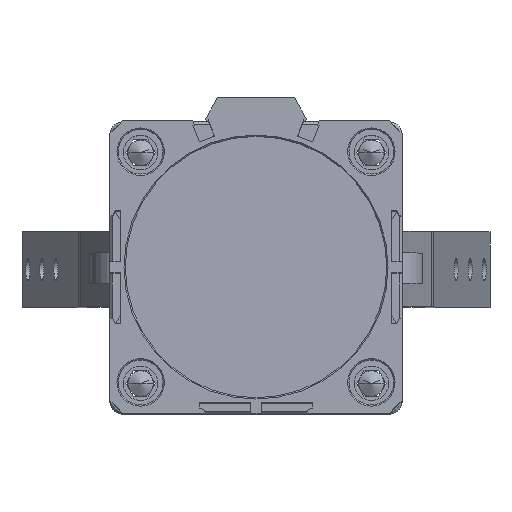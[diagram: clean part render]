
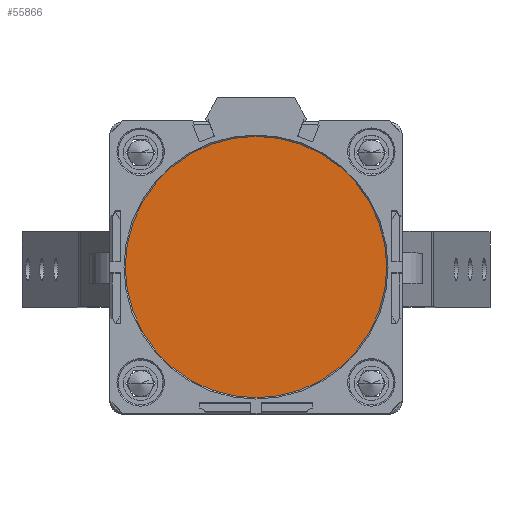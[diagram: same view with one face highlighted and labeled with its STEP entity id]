
A CAD part, top view. The second image highlights one B-rep face of the part: STEP entity #55866.
In plain terms, the highlighted planar face has unit normal (0, 0, 1).
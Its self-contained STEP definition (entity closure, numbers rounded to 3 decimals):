
#2012 = PLANE ( 'NONE',  #16940 ) ;
#2505 = CIRCLE ( 'NONE', #22245, 51. ) ;
#2794 = EDGE_CURVE ( 'NONE', #35890, #22508, #5733, .T. ) ;
#5733 = CIRCLE ( 'NONE', #6914, 51. ) ;
#6914 = AXIS2_PLACEMENT_3D ( 'NONE', #55449, #11788, #22907 ) ;
#11574 = ORIENTED_EDGE ( 'NONE', *, *, #2794, .T. ) ;
#11592 = DIRECTION ( 'NONE',  ( 0., 0., 1. ) ) ;
#11788 = DIRECTION ( 'NONE',  ( 0., 0., 1. ) ) ;
#13349 = CARTESIAN_POINT ( 'NONE',  ( 0., -51., 207. ) ) ;
#16766 = DIRECTION ( 'NONE',  ( 0., 0., 1. ) ) ;
#16940 = AXIS2_PLACEMENT_3D ( 'NONE', #59224, #11592, #45006 ) ;
#20308 = CARTESIAN_POINT ( 'NONE',  ( 0., 51., 207. ) ) ;
#22245 = AXIS2_PLACEMENT_3D ( 'NONE', #45394, #16766, #50188 ) ;
#22508 = VERTEX_POINT ( 'NONE', #20308 ) ;
#22907 = DIRECTION ( 'NONE',  ( 0., -1., 0. ) ) ;
#35890 = VERTEX_POINT ( 'NONE', #13349 ) ;
#45006 = DIRECTION ( 'NONE',  ( 0., -1., 0. ) ) ;
#45394 = CARTESIAN_POINT ( 'NONE',  ( 0., 0., 207. ) ) ;
#46608 = FACE_OUTER_BOUND ( 'NONE', #57615, .T. ) ;
#48703 = ORIENTED_EDGE ( 'NONE', *, *, #59973, .T. ) ;
#50188 = DIRECTION ( 'NONE',  ( 0., -1., 0. ) ) ;
#55449 = CARTESIAN_POINT ( 'NONE',  ( 0., 0., 207. ) ) ;
#55866 = ADVANCED_FACE ( 'NONE', ( #46608 ), #2012, .T. ) ;
#57615 = EDGE_LOOP ( 'NONE', ( #11574, #48703 ) ) ;
#59224 = CARTESIAN_POINT ( 'NONE',  ( 0., 0., 207. ) ) ;
#59973 = EDGE_CURVE ( 'NONE', #22508, #35890, #2505, .T. ) ;
